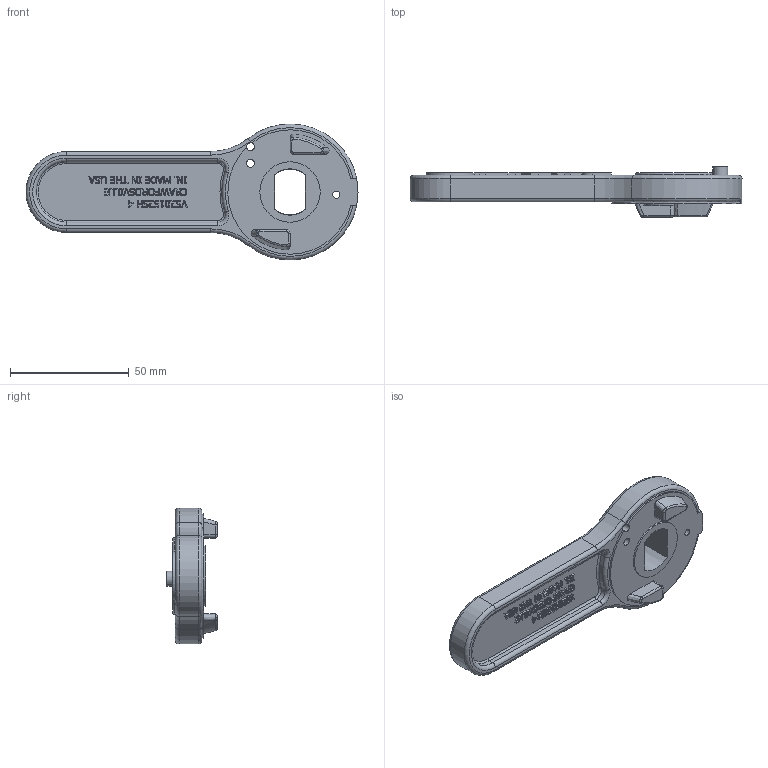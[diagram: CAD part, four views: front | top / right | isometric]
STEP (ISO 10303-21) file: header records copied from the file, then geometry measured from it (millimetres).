
FILE_DESCRIPTION((''),'2;1');
FILE_NAME('VS20152SH.stp','2013-03-04T14:35:27',('areid'),(''),'Autodesk Inventor 2013','Autodesk Inventor 2013','');
FILE_SCHEMA(('AUTOMOTIVE_DESIGN { 1 0 10303 214 1 1 1 1 }'));
Length unit declared in the file: inch
Products named in the file (1): VS20152SH
Bounding box: 139.57 x 21.08 x 57.14 mm (x, y, z)
Volume: 51510.1 mm3; surface area: 17415.1 mm2
Topology: 1 solids, 1 shells, 872 faces, 2337 edges, 1546 vertices
Faces by surface type: plane 591, bspline 190, cylinder 66, torus 21, cone 4
Full cylindrical faces by diameter (mm): 2.997 x1, 3.302 x2, 6.35 x1, 25.4 x1, 26.416 x1, 32.512 x1
Entity records: 28300 total; most frequent: CARTESIAN_POINT 7642, ORIENTED_EDGE 4650, DIRECTION 3483, EDGE_CURVE 2325, VECTOR 1761, LINE 1761, VERTEX_POINT 1543, EDGE_LOOP 968
